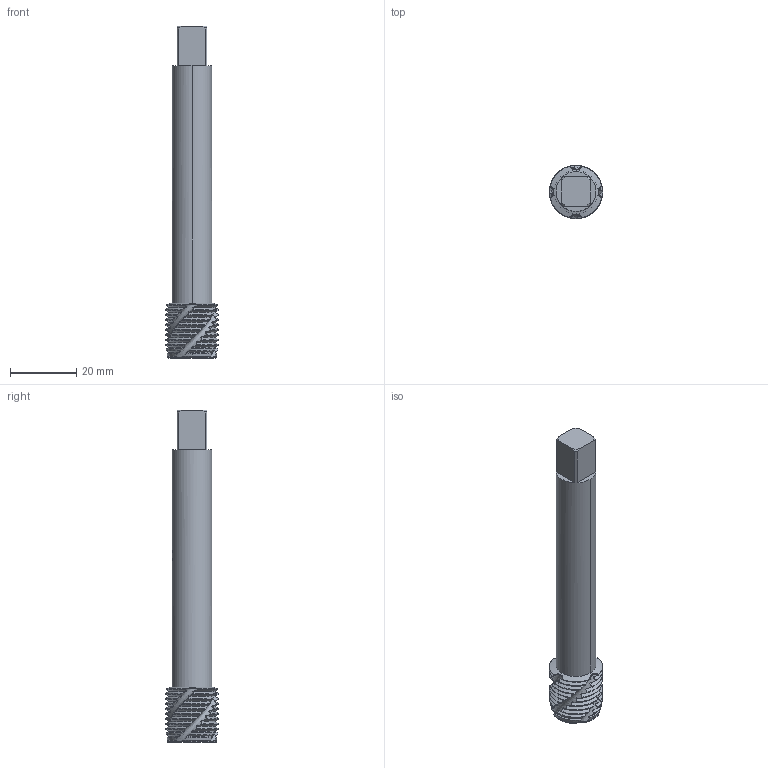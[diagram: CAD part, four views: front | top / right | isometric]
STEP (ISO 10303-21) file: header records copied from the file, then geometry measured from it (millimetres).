
FILE_DESCRIPTION(('no description'),'unknown implementation level');
FILE_NAME('solidia0YSqvpWDfDn8WCXUrndvs3Low_1.STP',' ',('CIM GmbH Aachen'),('CADClick - KiM GmbH - www.kimweb.de'),'unknown preprocess','ACIS','unknown authorization');
FILE_SCHEMA(('automotive_design'));
Length unit declared in the file: millimetre
Products named in the file (2): 1; 2
Bounding box: 16 x 16 x 100 mm (x, y, z)
Volume: 11852.7 mm3; surface area: 6095.9 mm2
Topology: 2 solids, 2 shells, 301 faces, 857 edges, 560 vertices
Faces by surface type: cone 150, cylinder 122, plane 17, bspline 8, revolution 4
Entity records: 24988 total; most frequent: CARTESIAN_POINT 8175, STYLED_ITEM 1720, PRESENTATION_STYLE_ASSIGNMENT 1720, COLOUR_RGB 1720, ORIENTED_EDGE 1714, DIRECTION 1347, EDGE_CURVE 857, CURVE_STYLE 857
